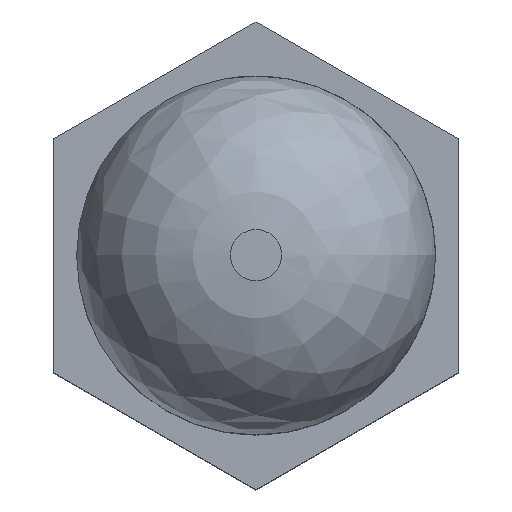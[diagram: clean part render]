
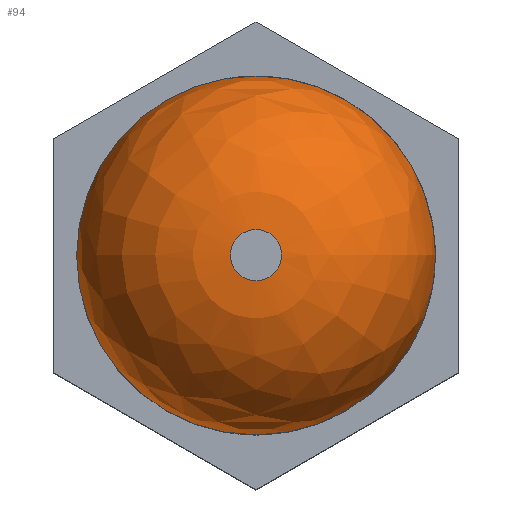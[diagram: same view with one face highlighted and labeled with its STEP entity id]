
A CAD part, top view. The second image highlights one B-rep face of the part: STEP entity #94.
In plain terms, the highlighted free-form (B-spline) face has degree [3, 3] with [4, 7] control points.
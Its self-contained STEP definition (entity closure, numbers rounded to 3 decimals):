
#53=(
BOUNDED_SURFACE()
B_SPLINE_SURFACE(3,3,((#641,#642,#643,#644,#645,#646,#647),(#648,#649,#650,
#651,#652,#653,#654),(#655,#656,#657,#658,#659,#660,#661),(#662,#663,#664,
#665,#666,#667,#668)),.UNSPECIFIED.,.F.,.T.,.F.)
B_SPLINE_SURFACE_WITH_KNOTS((4,4),(1,3,3,3,1),(0.,1.),(-0.5,0.,0.5,1.,1.5),
 .UNSPECIFIED.)
GEOMETRIC_REPRESENTATION_ITEM()
RATIONAL_B_SPLINE_SURFACE(((1.,0.333,0.333,1.,0.333,
0.333,1.),(0.805,0.268,0.268,
0.805,0.268,0.268,0.805),
(0.805,0.268,0.268,0.805,
0.268,0.268,0.805),(1.,0.333,
0.333,1.,0.333,0.333,1.)))
REPRESENTATION_ITEM('')
SURFACE()
);
#71=FACE_BOUND('',#158,.T.);
#72=FACE_BOUND('',#159,.T.);
#94=ADVANCED_FACE('',(#71,#72),#53,.T.);
#158=EDGE_LOOP('',(#291));
#159=EDGE_LOOP('',(#292));
#291=ORIENTED_EDGE('',*,*,#355,.F.);
#292=ORIENTED_EDGE('',*,*,#382,.F.);
#321=VERTEX_POINT('',#568);
#341=VERTEX_POINT('',#627);
#355=EDGE_CURVE('',#321,#321,#398,.T.);
#382=EDGE_CURVE('',#341,#341,#402,.T.);
#398=CIRCLE('',#412,3.5);
#402=CIRCLE('',#433,0.5);
#412=AXIS2_PLACEMENT_3D('',#567,#461,#462);
#433=AXIS2_PLACEMENT_3D('',#626,#521,#522);
#461=DIRECTION('',(0.,0.,-1.));
#462=DIRECTION('',(1.,0.,0.));
#521=DIRECTION('',(0.,0.,1.));
#522=DIRECTION('',(1.,0.,0.));
#567=CARTESIAN_POINT('',(0.,0.,16.85));
#568=CARTESIAN_POINT('',(3.5,0.,16.85));
#626=CARTESIAN_POINT('',(0.,0.,19.85));
#627=CARTESIAN_POINT('',(0.5,0.,19.85));
#641=CARTESIAN_POINT('',(0.5,0.,19.85));
#642=CARTESIAN_POINT('',(0.5,1.,19.85));
#643=CARTESIAN_POINT('',(-0.5,1.,19.85));
#644=CARTESIAN_POINT('',(-0.5,0.,19.85));
#645=CARTESIAN_POINT('',(-0.5,-1.,19.85));
#646=CARTESIAN_POINT('',(0.5,-1.,19.85));
#647=CARTESIAN_POINT('',(0.5,0.,19.85));
#648=CARTESIAN_POINT('',(2.257,0.,19.85));
#649=CARTESIAN_POINT('',(2.257,4.515,19.85));
#650=CARTESIAN_POINT('',(-2.257,4.515,19.85));
#651=CARTESIAN_POINT('',(-2.257,0.,19.85));
#652=CARTESIAN_POINT('',(-2.257,-4.515,19.85));
#653=CARTESIAN_POINT('',(2.257,-4.515,19.85));
#654=CARTESIAN_POINT('',(2.257,0.,19.85));
#655=CARTESIAN_POINT('',(3.5,0.,18.607));
#656=CARTESIAN_POINT('',(3.5,7.,18.607));
#657=CARTESIAN_POINT('',(-3.5,7.,18.607));
#658=CARTESIAN_POINT('',(-3.5,0.,18.607));
#659=CARTESIAN_POINT('',(-3.5,-7.,18.607));
#660=CARTESIAN_POINT('',(3.5,-7.,18.607));
#661=CARTESIAN_POINT('',(3.5,0.,18.607));
#662=CARTESIAN_POINT('',(3.5,0.,16.85));
#663=CARTESIAN_POINT('',(3.5,7.,16.85));
#664=CARTESIAN_POINT('',(-3.5,7.,16.85));
#665=CARTESIAN_POINT('',(-3.5,0.,16.85));
#666=CARTESIAN_POINT('',(-3.5,-7.,16.85));
#667=CARTESIAN_POINT('',(3.5,-7.,16.85));
#668=CARTESIAN_POINT('',(3.5,0.,16.85));
